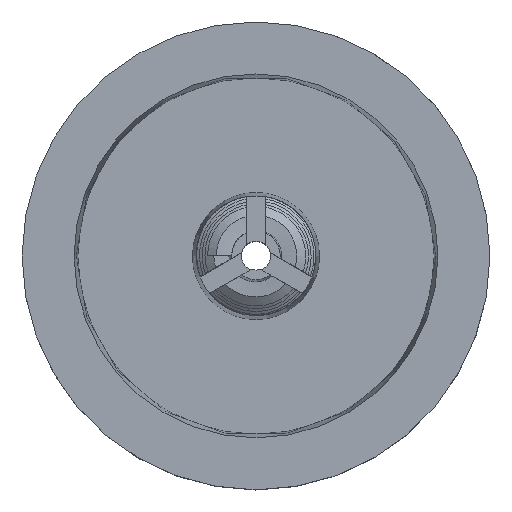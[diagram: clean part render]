
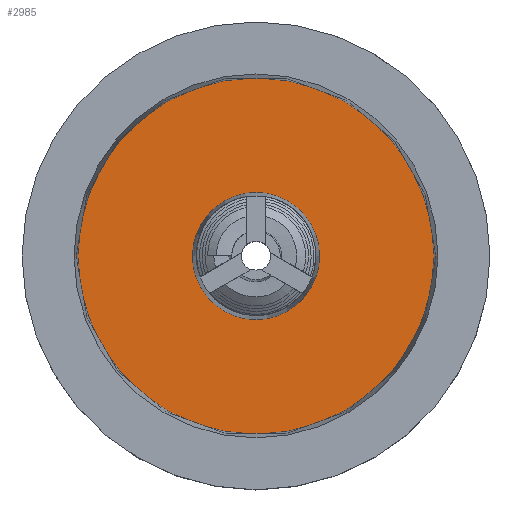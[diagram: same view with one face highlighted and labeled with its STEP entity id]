
A CAD part, top view. The second image highlights one B-rep face of the part: STEP entity #2985.
In plain terms, the highlighted planar face has unit normal (0, 0, 1).
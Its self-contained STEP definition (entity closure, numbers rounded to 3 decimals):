
#17=FACE_BOUND('',#616,.T.);
#116=PLANE('',#3116);
#446=FACE_OUTER_BOUND('',#615,.T.);
#615=EDGE_LOOP('',(#2695));
#616=EDGE_LOOP('',(#2696));
#659=CIRCLE('',#3112,3.261);
#661=CIRCLE('',#3115,9.139);
#1291=VERTEX_POINT('',#11034);
#1293=VERTEX_POINT('',#11040);
#1759=EDGE_CURVE('',#1291,#1291,#659,.T.);
#1763=EDGE_CURVE('',#1293,#1293,#661,.T.);
#2695=ORIENTED_EDGE('',*,*,#1763,.T.);
#2696=ORIENTED_EDGE('',*,*,#1759,.T.);
#2985=ADVANCED_FACE('',(#446,#17),#116,.F.);
#3112=AXIS2_PLACEMENT_3D('',#11035,#3394,#3395);
#3115=AXIS2_PLACEMENT_3D('',#11042,#3402,#3403);
#3116=AXIS2_PLACEMENT_3D('',#11043,#3404,#3405);
#3394=DIRECTION('center_axis',(0.,0.,
-1.));
#3395=DIRECTION('ref_axis',(-1.,0.,0.));
#3402=DIRECTION('center_axis',(0.,0.,
1.));
#3403=DIRECTION('ref_axis',(1.,0.,0.));
#3404=DIRECTION('center_axis',(0.,0.,
-1.));
#3405=DIRECTION('ref_axis',(-1.,0.,0.));
#11034=CARTESIAN_POINT('',(3.261,0.,2.06));
#11035=CARTESIAN_POINT('Origin',(0.,0.,
2.06));
#11040=CARTESIAN_POINT('',(-9.139,0.,2.06));
#11042=CARTESIAN_POINT('Origin',(0.,0.,
2.06));
#11043=CARTESIAN_POINT('Origin',(0.,0.,
2.06));
